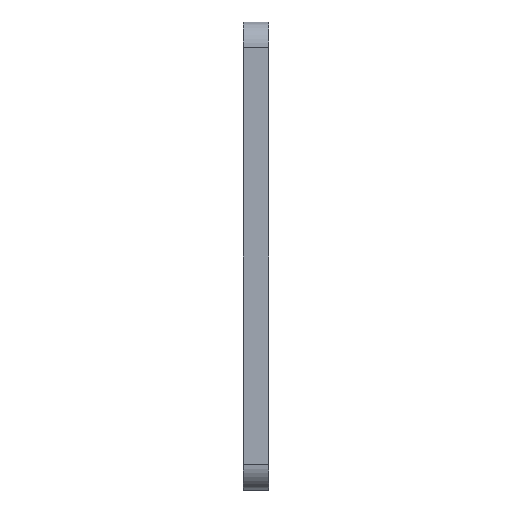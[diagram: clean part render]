
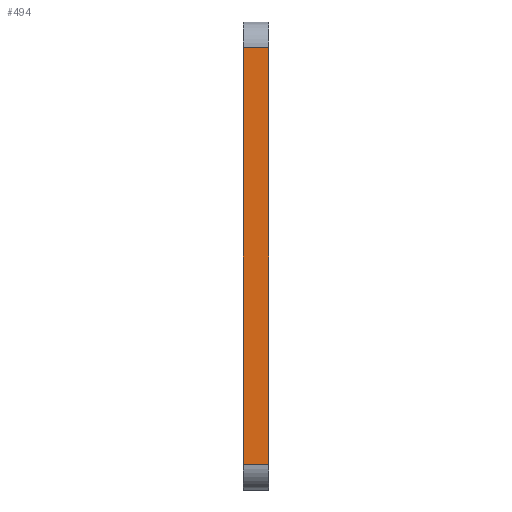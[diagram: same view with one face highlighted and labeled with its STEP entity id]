
A CAD part, left-side view. The second image highlights one B-rep face of the part: STEP entity #494.
In plain terms, the highlighted planar face has unit normal (-1, 0, 0).
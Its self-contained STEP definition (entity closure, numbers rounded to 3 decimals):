
#65 = PLANE ( 'NONE',  #177 ) ;
#115 = CARTESIAN_POINT ( 'NONE',  ( -28.75, 3., -19.5 ) ) ;
#125 = VECTOR ( 'NONE', #600, 1000. ) ;
#140 = VECTOR ( 'NONE', #497, 1000. ) ;
#144 = ORIENTED_EDGE ( 'NONE', *, *, #1010, .T. ) ;
#149 = FACE_OUTER_BOUND ( 'NONE', #456, .T. ) ;
#177 = AXIS2_PLACEMENT_3D ( 'NONE', #205, #283, #842 ) ;
#205 = CARTESIAN_POINT ( 'NONE',  ( -28.75, 3., -19.5 ) ) ;
#206 = EDGE_CURVE ( 'NONE', #920, #399, #1007, .T. ) ;
#217 = ORIENTED_EDGE ( 'NONE', *, *, #206, .T. ) ;
#226 = DIRECTION ( 'NONE',  ( 0., 0., 1. ) ) ;
#253 = DIRECTION ( 'NONE',  ( 0., 0., 1. ) ) ;
#283 = DIRECTION ( 'NONE',  ( 1., 0., 0. ) ) ;
#306 = CARTESIAN_POINT ( 'NONE',  ( -28.75, 0., -19.5 ) ) ;
#321 = LINE ( 'NONE', #597, #125 ) ;
#399 = VERTEX_POINT ( 'NONE', #636 ) ;
#456 = EDGE_LOOP ( 'NONE', ( #217, #860, #896, #144 ) ) ;
#494 = ADVANCED_FACE ( 'NONE', ( #149 ), #65, .F. ) ;
#497 = DIRECTION ( 'NONE',  ( 0., -1., 0. ) ) ;
#519 = CARTESIAN_POINT ( 'NONE',  ( -28.75, 0., -19.5 ) ) ;
#597 = CARTESIAN_POINT ( 'NONE',  ( -28.75, 3., 29.5 ) ) ;
#600 = DIRECTION ( 'NONE',  ( 0., -1., 0. ) ) ;
#604 = VECTOR ( 'NONE', #226, 1000. ) ;
#636 = CARTESIAN_POINT ( 'NONE',  ( -28.75, 0., 29.5 ) ) ;
#649 = LINE ( 'NONE', #895, #740 ) ;
#740 = VECTOR ( 'NONE', #253, 1000. ) ;
#744 = EDGE_CURVE ( 'NONE', #981, #928, #649, .T. ) ;
#842 = DIRECTION ( 'NONE',  ( 0., 0., -1. ) ) ;
#860 = ORIENTED_EDGE ( 'NONE', *, *, #890, .F. ) ;
#890 = EDGE_CURVE ( 'NONE', #928, #399, #321, .T. ) ;
#895 = CARTESIAN_POINT ( 'NONE',  ( -28.75, 3., -19.5 ) ) ;
#896 = ORIENTED_EDGE ( 'NONE', *, *, #744, .F. ) ;
#905 = LINE ( 'NONE', #115, #140 ) ;
#912 = CARTESIAN_POINT ( 'NONE',  ( -28.75, 3., 29.5 ) ) ;
#920 = VERTEX_POINT ( 'NONE', #519 ) ;
#928 = VERTEX_POINT ( 'NONE', #912 ) ;
#953 = CARTESIAN_POINT ( 'NONE',  ( -28.75, 3., -19.5 ) ) ;
#981 = VERTEX_POINT ( 'NONE', #953 ) ;
#1007 = LINE ( 'NONE', #306, #604 ) ;
#1010 = EDGE_CURVE ( 'NONE', #981, #920, #905, .T. ) ;
